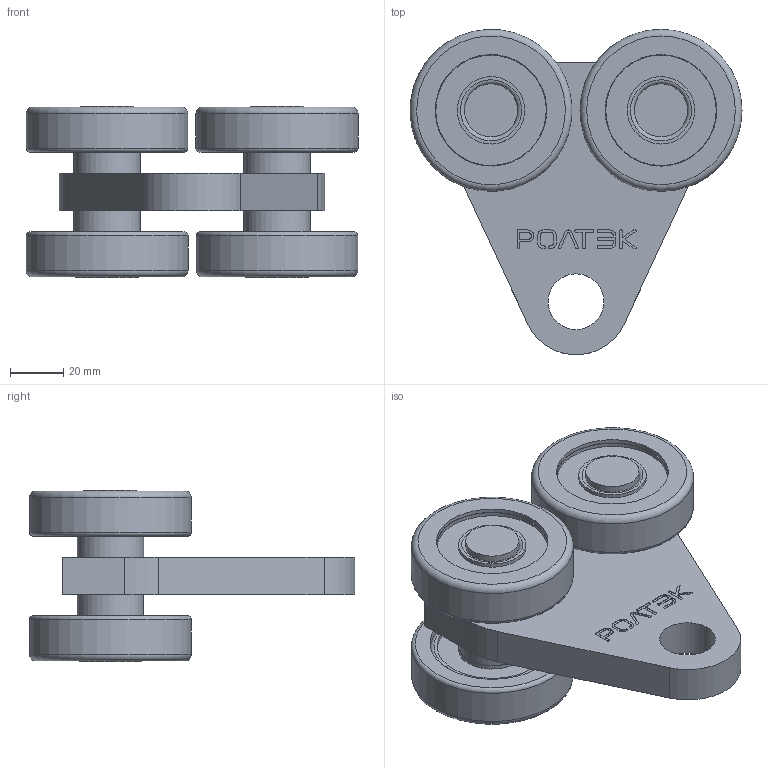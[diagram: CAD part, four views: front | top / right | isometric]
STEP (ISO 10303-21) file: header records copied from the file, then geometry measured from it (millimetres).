
FILE_DESCRIPTION(('STEP AP203'), '1');
FILE_NAME('213.RC74 Òåëåæêà RC74 ñ îòâåðñòèåì çàêðóãëåííàÿ', '', ('UNSPECIFIED'), ('UNSPECIFIED'), 'ASCON STEP Converter 1.3', 'ASCON Math Kernel', '');
FILE_SCHEMA(('CONFIG_CONTROL_DESIGN'));
Length unit declared in the file: millimetre
Products named in the file (1): 213.RC74
Bounding box: 125 x 122.42 x 64.5 mm (x, y, z)
Volume: 296235.1 mm3; surface area: 62290 mm2
Topology: 1 solids, 1 shells, 226 faces, 527 edges, 348 vertices
Faces by surface type: plane 109, cylinder 99, torus 18
Full cylindrical faces by diameter (mm): 20 x4, 21 x1, 23.5 x2, 25 x4, 25.4 x8, 41.6 x8, 42 x4, 47 x4, 61 x4
Entity records: 8086 total; most frequent: DIRECTION 1148, CARTESIAN_POINT 1045, ORIENTED_EDGE 940, EDGE_CURVE 470, AXIS2_PLACEMENT_3D 451, VERTEX_POINT 348, EDGE_LOOP 330, LINE 246
